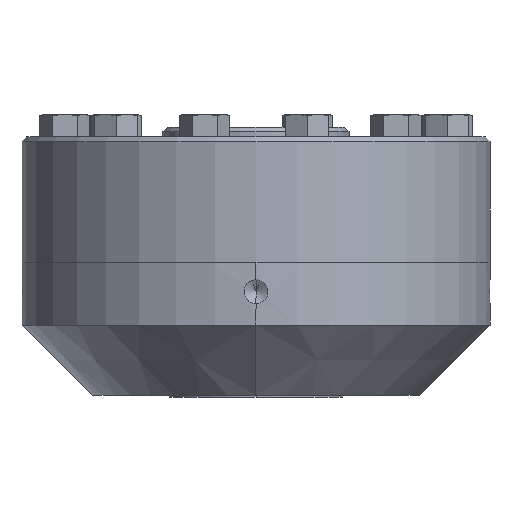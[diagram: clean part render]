
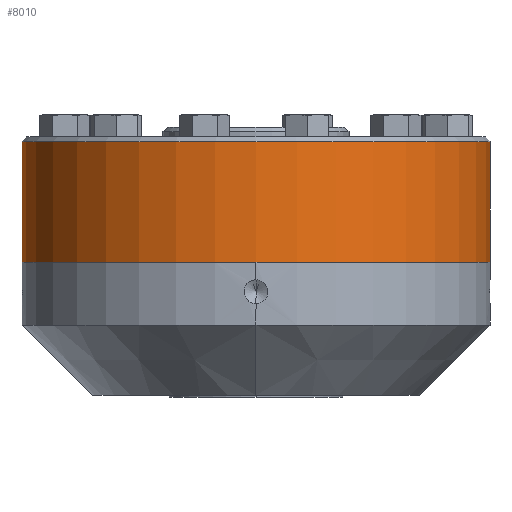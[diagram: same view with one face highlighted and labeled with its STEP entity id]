
A CAD part, left-side view. The second image highlights one B-rep face of the part: STEP entity #8010.
In plain terms, the highlighted cylindrical face has radius 76.975 mm (diameter 153.949 mm), a partial arc.
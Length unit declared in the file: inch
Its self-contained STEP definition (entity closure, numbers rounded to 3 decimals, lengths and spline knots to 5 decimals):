
#1006 = VERTEX_POINT ( 'NONE', #8906 ) ;
#1093 = CIRCLE ( 'NONE', #1094, 3.0305 ) ;
#1094 = AXIS2_PLACEMENT_3D ( 'NONE', #1095, #1096, #1097 ) ;
#1095 = CARTESIAN_POINT ( 'NONE',  ( 0., 0., -1.625 ) ) ;
#1096 = DIRECTION ( 'NONE',  ( 0., 0., 1. ) ) ;
#1097 = DIRECTION ( 'NONE',  ( 0., 1., 0. ) ) ;
#1610 = EDGE_CURVE ( 'NONE', #2179, #6046, #9086, .T. ) ;
#2179 = VERTEX_POINT ( 'NONE', #9274 ) ;
#3618 = LINE ( 'NONE', #3619, #3620 ) ;
#3619 = CARTESIAN_POINT ( 'NONE',  ( 0., 3.0305, -0.06 ) ) ;
#3620 = VECTOR ( 'NONE', #3621, 39.37008 ) ;
#3621 = DIRECTION ( 'NONE',  ( 0., 0., -1. ) ) ;
#5396 = CIRCLE ( 'NONE', #5397, 3.0305 ) ;
#5397 = AXIS2_PLACEMENT_3D ( 'NONE', #5398, #5399, #5400 ) ;
#5398 = CARTESIAN_POINT ( 'NONE',  ( 0., 0., -0.06 ) ) ;
#5399 = DIRECTION ( 'NONE',  ( 0., 0., 1. ) ) ;
#5400 = DIRECTION ( 'NONE',  ( -1., 0., 0. ) ) ;
#6046 = VERTEX_POINT ( 'NONE', #11370 ) ;
#6079 = CARTESIAN_POINT ( 'NONE',  ( 0., 3.0305, -1.625 ) ) ;
#6188 = FACE_OUTER_BOUND ( 'NONE', #7959, .T. ) ;
#6196 = CYLINDRICAL_SURFACE ( 'NONE', #6197, 3.0305 ) ;
#6197 = AXIS2_PLACEMENT_3D ( 'NONE', #6198, #6199, #6200 ) ;
#6198 = CARTESIAN_POINT ( 'NONE',  ( 0., 0., -0.06 ) ) ;
#6199 = DIRECTION ( 'NONE',  ( 0., 0., -1. ) ) ;
#6200 = DIRECTION ( 'NONE',  ( 0., 1., 0. ) ) ;
#6537 = EDGE_CURVE ( 'NONE', #7972, #6046, #1093, .T. ) ;
#6990 = EDGE_CURVE ( 'NONE', #1006, #7972, #3618, .T. ) ;
#7667 = EDGE_CURVE ( 'NONE', #1006, #2179, #5396, .T. ) ;
#7747 = ORIENTED_EDGE ( 'NONE', *, *, #7667, .F. ) ;
#7855 = ORIENTED_EDGE ( 'NONE', *, *, #1610, .F. ) ;
#7959 = EDGE_LOOP ( 'NONE', ( #7855, #7747, #9054, #8545 ) ) ;
#7972 = VERTEX_POINT ( 'NONE', #6079 ) ;
#8010 = ADVANCED_FACE ( 'NONE', ( #6188 ), #6196, .T. ) ;
#8545 = ORIENTED_EDGE ( 'NONE', *, *, #6537, .T. ) ;
#8906 = CARTESIAN_POINT ( 'NONE',  ( 0., 3.0305, -0.06 ) ) ;
#9054 = ORIENTED_EDGE ( 'NONE', *, *, #6990, .T. ) ;
#9086 = LINE ( 'NONE', #9087, #9088 ) ;
#9087 = CARTESIAN_POINT ( 'NONE',  ( 0., -3.0305, -0.06 ) ) ;
#9088 = VECTOR ( 'NONE', #9089, 39.37008 ) ;
#9089 = DIRECTION ( 'NONE',  ( 0., 0., -1. ) ) ;
#9274 = CARTESIAN_POINT ( 'NONE',  ( 0., -3.0305, -0.06 ) ) ;
#11370 = CARTESIAN_POINT ( 'NONE',  ( 0., -3.0305, -1.625 ) ) ;
